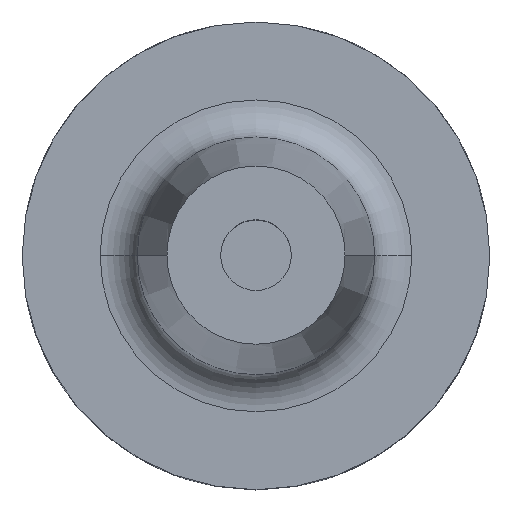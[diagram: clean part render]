
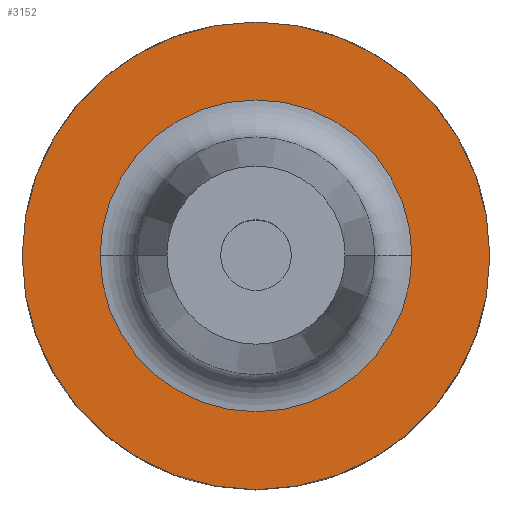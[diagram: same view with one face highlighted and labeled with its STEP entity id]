
A CAD part, top view. The second image highlights one B-rep face of the part: STEP entity #3152.
In plain terms, the highlighted planar face has unit normal (0, 0, 1).
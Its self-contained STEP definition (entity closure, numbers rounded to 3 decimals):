
#519 = DIRECTION ( 'NONE',  ( 0., 0., -1. ) ) ;
#560 = ORIENTED_EDGE ( 'NONE', *, *, #1751, .T. ) ;
#773 = VERTEX_POINT ( 'NONE', #2318 ) ;
#785 = CARTESIAN_POINT ( 'NONE',  ( 21., 0., 22. ) ) ;
#1088 = DIRECTION ( 'NONE',  ( 0., 0., -1. ) ) ;
#1345 = DIRECTION ( 'NONE',  ( -1., 0., 0. ) ) ;
#1500 = DIRECTION ( 'NONE',  ( 0., 0., 1. ) ) ;
#1695 = AXIS2_PLACEMENT_3D ( 'NONE', #3825, #1500, #4199 ) ;
#1731 = FACE_BOUND ( 'NONE', #1875, .T. ) ;
#1751 = EDGE_CURVE ( 'NONE', #3313, #773, #3107, .T. ) ;
#1790 = EDGE_CURVE ( 'NONE', #3549, #4012, #1958, .T. ) ;
#1875 = EDGE_LOOP ( 'NONE', ( #3233, #560 ) ) ;
#1887 = AXIS2_PLACEMENT_3D ( 'NONE', #3147, #519, #3908 ) ;
#1958 = CIRCLE ( 'NONE', #4010, 31.5 ) ;
#1960 = AXIS2_PLACEMENT_3D ( 'NONE', #3424, #1088, #3804 ) ;
#2133 = DIRECTION ( 'NONE',  ( 1., 0., 0. ) ) ;
#2146 = DIRECTION ( 'NONE',  ( 0., 0., 1. ) ) ;
#2158 = CARTESIAN_POINT ( 'NONE',  ( 0., 0., 22. ) ) ;
#2235 = EDGE_LOOP ( 'NONE', ( #2622, #2504 ) ) ;
#2318 = CARTESIAN_POINT ( 'NONE',  ( -21., 0., 22. ) ) ;
#2337 = CARTESIAN_POINT ( 'NONE',  ( 31.5, 0., 22. ) ) ;
#2377 = EDGE_CURVE ( 'NONE', #773, #3313, #2938, .T. ) ;
#2504 = ORIENTED_EDGE ( 'NONE', *, *, #1790, .T. ) ;
#2622 = ORIENTED_EDGE ( 'NONE', *, *, #3225, .T. ) ;
#2786 = FACE_OUTER_BOUND ( 'NONE', #2235, .T. ) ;
#2938 = CIRCLE ( 'NONE', #1887, 21. ) ;
#3027 = PLANE ( 'NONE',  #1960 ) ;
#3107 = CIRCLE ( 'NONE', #3235, 21. ) ;
#3147 = CARTESIAN_POINT ( 'NONE',  ( 0., 0., 22. ) ) ;
#3152 = ADVANCED_FACE ( 'NONE', ( #1731, #2786 ), #3027, .F. ) ;
#3225 = EDGE_CURVE ( 'NONE', #4012, #3549, #4878, .T. ) ;
#3233 = ORIENTED_EDGE ( 'NONE', *, *, #2377, .T. ) ;
#3235 = AXIS2_PLACEMENT_3D ( 'NONE', #4795, #4783, #1345 ) ;
#3301 = CARTESIAN_POINT ( 'NONE',  ( -31.5, 0., 22. ) ) ;
#3313 = VERTEX_POINT ( 'NONE', #785 ) ;
#3424 = CARTESIAN_POINT ( 'NONE',  ( 0., 0., 22. ) ) ;
#3549 = VERTEX_POINT ( 'NONE', #3301 ) ;
#3804 = DIRECTION ( 'NONE',  ( -1., 0., 0. ) ) ;
#3825 = CARTESIAN_POINT ( 'NONE',  ( 0., 0., 22. ) ) ;
#3908 = DIRECTION ( 'NONE',  ( -1., 0., 0. ) ) ;
#4010 = AXIS2_PLACEMENT_3D ( 'NONE', #2158, #2146, #2133 ) ;
#4012 = VERTEX_POINT ( 'NONE', #2337 ) ;
#4199 = DIRECTION ( 'NONE',  ( 1., 0., 0. ) ) ;
#4783 = DIRECTION ( 'NONE',  ( 0., 0., -1. ) ) ;
#4795 = CARTESIAN_POINT ( 'NONE',  ( 0., 0., 22. ) ) ;
#4878 = CIRCLE ( 'NONE', #1695, 31.5 ) ;
